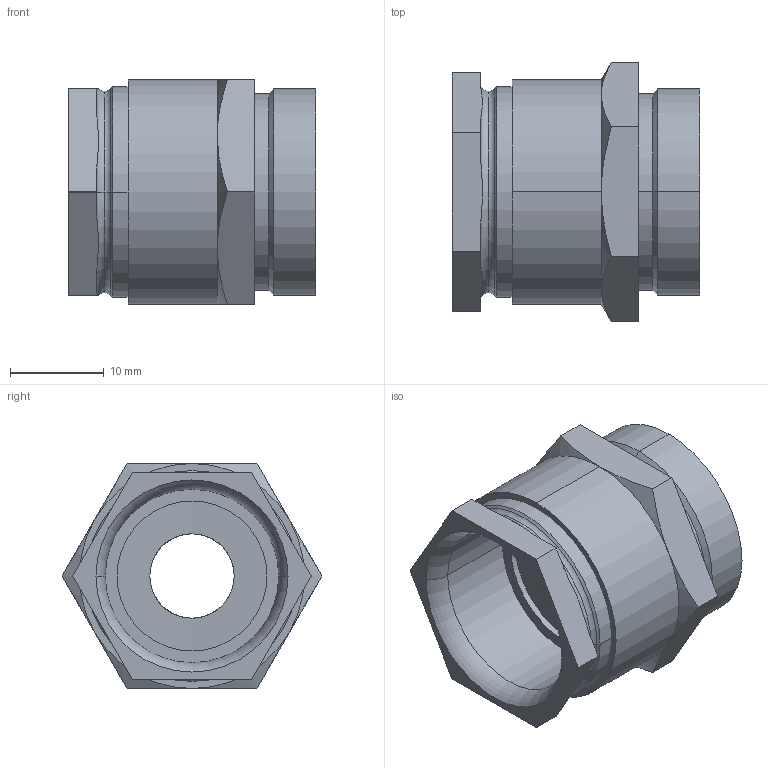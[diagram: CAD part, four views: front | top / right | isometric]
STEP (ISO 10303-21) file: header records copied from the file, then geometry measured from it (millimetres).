
FILE_DESCRIPTION (( 'STEP AP214' ), '1' );
FILE_NAME ('2082160.stp', '2017-09-05T09:51:00', ( '' ), ( '' ), 'SwSTEP 2.0', 'SolidWorks 2016', '' );
FILE_SCHEMA (( 'AUTOMOTIVE_DESIGN' ));
Length unit declared in the file: millimetre
Products named in the file (5): 2082160; 022659_Pg16 2028034 2034662; Druckring_Pg16; 0067153_Pg16; 0067202_Pg16
Assembly tree (5 placements, depth 2):
  2082160
    0067202_Pg16
    0067153_Pg16
    Druckring_Pg16  x2
    022659_Pg16 2028034 2034662
Bounding box: 26.4 x 27.71 x 24 mm (x, y, z)
Volume: 7382 mm3; surface area: 7922.8 mm2
Topology: 6 solids, 6 shells, 89 faces, 201 edges, 126 vertices
Faces by surface type: cylinder 39, plane 32, cone 12, torus 6
Entity records: 2674 total; most frequent: CARTESIAN_POINT 560, DIRECTION 431, ORIENTED_EDGE 378, EDGE_CURVE 189, AXIS2_PLACEMENT_3D 177, VERTEX_POINT 118, EDGE_LOOP 95, CIRCLE 86
